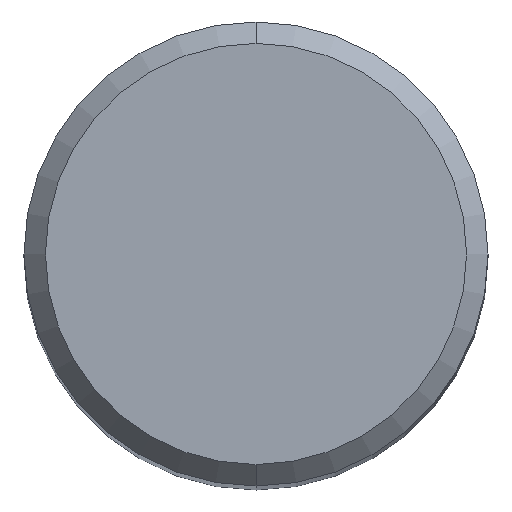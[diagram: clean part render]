
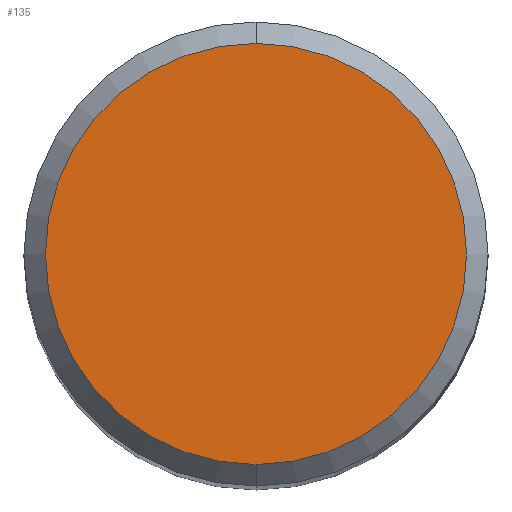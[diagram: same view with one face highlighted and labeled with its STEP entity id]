
A CAD part, top view. The second image highlights one B-rep face of the part: STEP entity #135.
In plain terms, the highlighted planar face has unit normal (0, 0, 1).
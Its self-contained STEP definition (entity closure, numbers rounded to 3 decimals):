
#115=VERTEX_POINT('',#268);
#123=EDGE_CURVE('',#115,#217,#278,.T.);
#135=ADVANCED_FACE('',(#290),#291,.T.);
#159=EDGE_CURVE('',#217,#115,#318,.T.);
#217=VERTEX_POINT('',#384);
#268=CARTESIAN_POINT('',(0.0,5.9,0.0));
#278=CIRCLE('',#447,5.9);
#290=FACE_OUTER_BOUND('',#460,.T.);
#291=PLANE('',#461);
#318=CIRCLE('',#497,5.9);
#384=CARTESIAN_POINT('',(0.,-5.9,0.0));
#447=AXIS2_PLACEMENT_3D('',#639,#640,#641);
#460=EDGE_LOOP('',(#650,#651));
#461=AXIS2_PLACEMENT_3D('',#652,#653,#654);
#497=AXIS2_PLACEMENT_3D('',#697,#698,#699);
#639=CARTESIAN_POINT('',(0.0,0.0,0.0));
#640=DIRECTION('',(0.0,0.0,-1.0));
#641=DIRECTION('',(0.0,1.0,0.0));
#650=ORIENTED_EDGE('',*,*,#123,.F.);
#651=ORIENTED_EDGE('',*,*,#159,.F.);
#652=CARTESIAN_POINT('',(0.0,2.95,0.0));
#653=DIRECTION('',(-0.0,0.0,1.0));
#654=DIRECTION('',(0.0,-1.0,0.0));
#697=CARTESIAN_POINT('',(0.0,0.0,0.0));
#698=DIRECTION('',(0.0,0.0,-1.0));
#699=DIRECTION('',(0.0,1.0,0.0));
